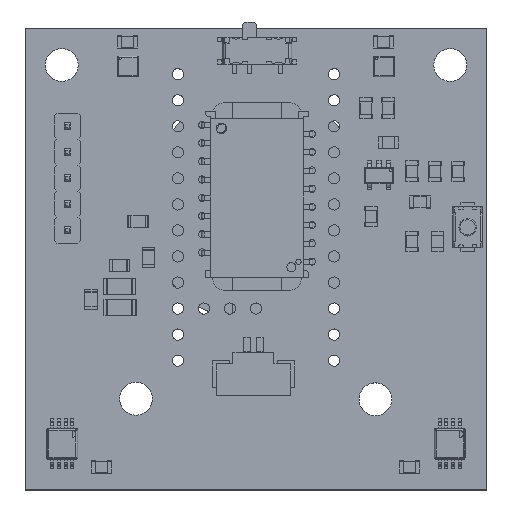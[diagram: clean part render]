
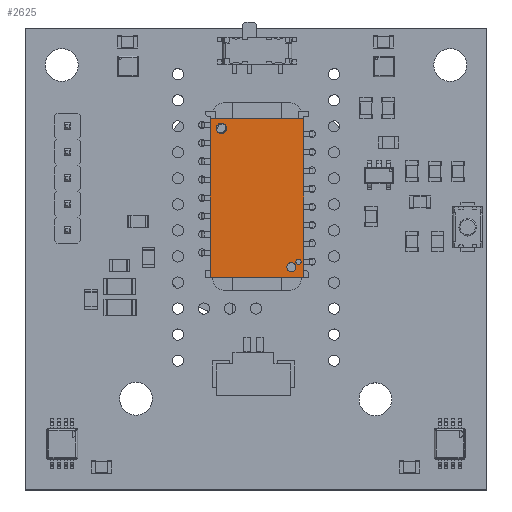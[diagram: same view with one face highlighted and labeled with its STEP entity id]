
A CAD part, top view. The second image highlights one B-rep face of the part: STEP entity #2625.
In plain terms, the highlighted planar face has unit normal (0, 0, 1).
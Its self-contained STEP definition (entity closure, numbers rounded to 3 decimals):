
#1218 = VERTEX_POINT('',#1219);
#1219 = CARTESIAN_POINT('',(2.98,-7.36,0.));
#1235 = EDGE_CURVE('',#1218,#1218,#1236,.T.);
#1236 = CIRCLE('',#1237,0.5);
#1237 = AXIS2_PLACEMENT_3D('',#1238,#1239,#1240);
#1238 = CARTESIAN_POINT('',(3.48,-7.36,0.));
#1239 = DIRECTION('',(0.,0.,-1.));
#1240 = DIRECTION('',(1.,0.,0.));
#1809 = VERTEX_POINT('',#1810);
#1810 = CARTESIAN_POINT('',(-2.9,6.18,0.));
#1816 = EDGE_CURVE('',#1809,#1809,#1817,.T.);
#1817 = CIRCLE('',#1818,0.45);
#1818 = AXIS2_PLACEMENT_3D('',#1819,#1820,#1821);
#1819 = CARTESIAN_POINT('',(-3.35,6.18,0.));
#1820 = DIRECTION('',(0.,0.,-1.));
#1821 = DIRECTION('',(-1.,0.,-0.));
#1834 = VERTEX_POINT('',#1835);
#1835 = CARTESIAN_POINT('',(-4.3,5.66,0.));
#1851 = EDGE_CURVE('',#1834,#1834,#1852,.T.);
#1852 = CIRCLE('',#1853,0.25);
#1853 = AXIS2_PLACEMENT_3D('',#1854,#1855,#1856);
#1854 = CARTESIAN_POINT('',(-4.05,5.66,0.));
#1855 = DIRECTION('',(0.,0.,-1.));
#1856 = DIRECTION('',(1.,0.,0.));
#2517 = EDGE_CURVE('',#2518,#2520,#2522,.T.);
#2518 = VERTEX_POINT('',#2519);
#2519 = CARTESIAN_POINT('',(4.55,7.18,0.));
#2520 = VERTEX_POINT('',#2521);
#2521 = CARTESIAN_POINT('',(4.55,-8.32,0.));
#2522 = LINE('',#2523,#2524);
#2523 = CARTESIAN_POINT('',(4.55,7.18,0.));
#2524 = VECTOR('',#2525,1.);
#2525 = DIRECTION('',(0.,-1.,0.));
#2552 = EDGE_CURVE('',#2553,#2518,#2555,.T.);
#2553 = VERTEX_POINT('',#2554);
#2554 = CARTESIAN_POINT('',(-4.55,7.18,0.));
#2555 = LINE('',#2556,#2557);
#2556 = CARTESIAN_POINT('',(-4.55,7.18,0.));
#2557 = VECTOR('',#2558,1.);
#2558 = DIRECTION('',(1.,0.,0.));
#2580 = EDGE_CURVE('',#2581,#2553,#2583,.T.);
#2581 = VERTEX_POINT('',#2582);
#2582 = CARTESIAN_POINT('',(-4.55,-8.32,0.));
#2583 = LINE('',#2584,#2585);
#2584 = CARTESIAN_POINT('',(-4.55,-8.32,0.));
#2585 = VECTOR('',#2586,1.);
#2586 = DIRECTION('',(0.,1.,0.));
#2608 = EDGE_CURVE('',#2520,#2581,#2609,.T.);
#2609 = LINE('',#2610,#2611);
#2610 = CARTESIAN_POINT('',(4.55,-8.32,0.));
#2611 = VECTOR('',#2612,1.);
#2612 = DIRECTION('',(-1.,0.,0.));
#2625 = ADVANCED_FACE('',(#2626,#2632,#2635,#2638),#2641,.T.);
#2626 = FACE_BOUND('',#2627,.T.);
#2627 = EDGE_LOOP('',(#2628,#2629,#2630,#2631));
#2628 = ORIENTED_EDGE('',*,*,#2608,.F.);
#2629 = ORIENTED_EDGE('',*,*,#2517,.F.);
#2630 = ORIENTED_EDGE('',*,*,#2552,.F.);
#2631 = ORIENTED_EDGE('',*,*,#2580,.F.);
#2632 = FACE_BOUND('',#2633,.T.);
#2633 = EDGE_LOOP('',(#2634));
#2634 = ORIENTED_EDGE('',*,*,#1235,.T.);
#2635 = FACE_BOUND('',#2636,.T.);
#2636 = EDGE_LOOP('',(#2637));
#2637 = ORIENTED_EDGE('',*,*,#1816,.T.);
#2638 = FACE_BOUND('',#2639,.T.);
#2639 = EDGE_LOOP('',(#2640));
#2640 = ORIENTED_EDGE('',*,*,#1851,.T.);
#2641 = PLANE('',#2642);
#2642 = AXIS2_PLACEMENT_3D('',#2643,#2644,#2645);
#2643 = CARTESIAN_POINT('',(0.,-0.57,0.));
#2644 = DIRECTION('',(0.,0.,1.));
#2645 = DIRECTION('',(1.,0.,-0.));
